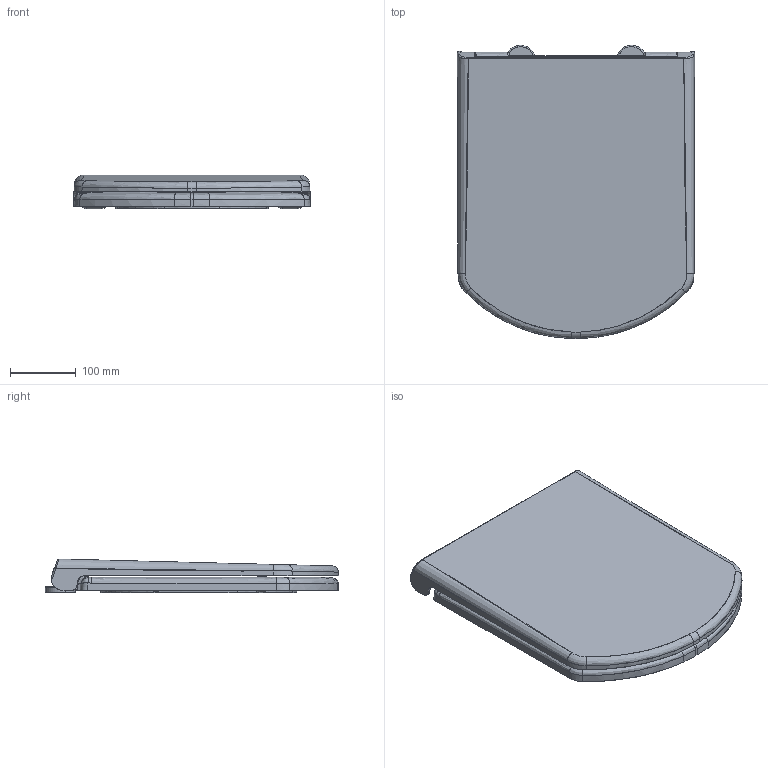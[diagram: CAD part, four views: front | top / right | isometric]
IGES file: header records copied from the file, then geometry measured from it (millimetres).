
Global section: file name: 124.igs; native system: NX V10.0; preprocessor: SIEMENS PLM Software NX 10.0; date: 20190131.155741; units: millimetre
Bounding box: 361.3 x 445.95 x 51.7 mm (x, y, z)
Surface area: 635548.2 mm2 (no closed solid volume)
Topology: 0 solids, 0 shells, 1381 faces, 9182 edges, 9124 vertices
Faces by surface type: bspline 1379, extrusion 2
